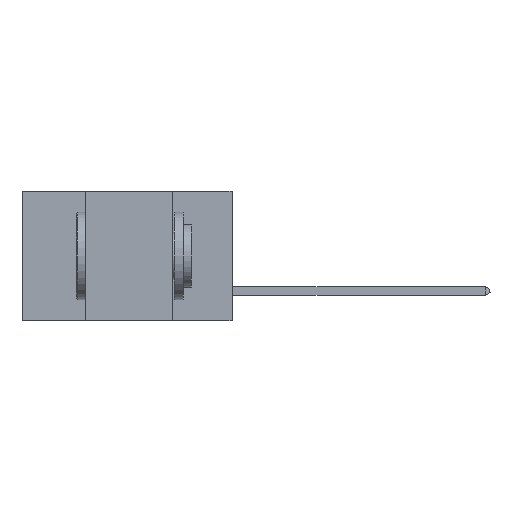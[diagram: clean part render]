
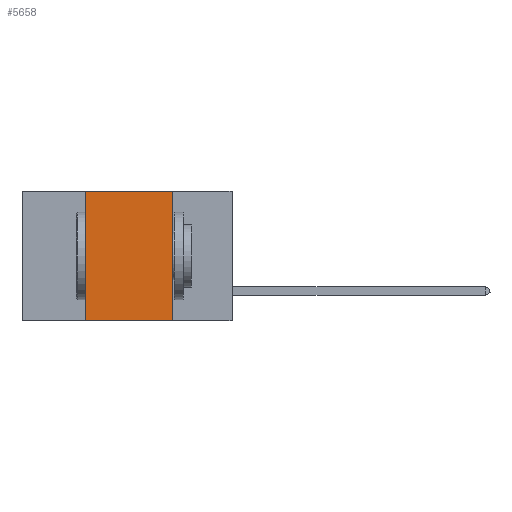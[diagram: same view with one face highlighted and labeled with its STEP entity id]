
A CAD part, left-side view. The second image highlights one B-rep face of the part: STEP entity #5658.
In plain terms, the highlighted planar face has unit normal (-1, 0, 0).
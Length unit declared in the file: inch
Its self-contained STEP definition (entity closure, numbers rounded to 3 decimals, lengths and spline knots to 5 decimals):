
#168 = VERTEX_POINT ( 'NONE', #3994 ) ;
#390 = PLANE ( 'NONE',  #2694 ) ;
#473 = DIRECTION ( 'NONE',  ( 0., 0., -1. ) ) ;
#549 = EDGE_CURVE ( 'NONE', #168, #10088, #3852, .T. ) ;
#721 = CARTESIAN_POINT ( 'NONE',  ( 0., 0.17, 0. ) ) ;
#1053 = ORIENTED_EDGE ( 'NONE', *, *, #8618, .F. ) ;
#1973 = DIRECTION ( 'NONE',  ( 1., 0., 0. ) ) ;
#2167 = CARTESIAN_POINT ( 'NONE',  ( 0., 0.6, 0. ) ) ;
#2694 = AXIS2_PLACEMENT_3D ( 'NONE', #5908, #1973, #2779 ) ;
#2779 = DIRECTION ( 'NONE',  ( 0., 0., -1. ) ) ;
#3028 = VECTOR ( 'NONE', #9156, 39.37008 ) ;
#3418 = VECTOR ( 'NONE', #6880, 39.37008 ) ;
#3852 = LINE ( 'NONE', #2167, #9833 ) ;
#3994 = CARTESIAN_POINT ( 'NONE',  ( 0., 0.42, 0. ) ) ;
#4155 = EDGE_LOOP ( 'NONE', ( #4601, #8576, #1053, #6084 ) ) ;
#4601 = ORIENTED_EDGE ( 'NONE', *, *, #6043, .F. ) ;
#4603 = VERTEX_POINT ( 'NONE', #5765 ) ;
#4821 = VECTOR ( 'NONE', #473, 39.37008 ) ;
#5658 = ADVANCED_FACE ( 'NONE', ( #7168 ), #390, .F. ) ;
#5765 = CARTESIAN_POINT ( 'NONE',  ( 0., 0.17, -0.37 ) ) ;
#5865 = LINE ( 'NONE', #9862, #3028 ) ;
#5908 = CARTESIAN_POINT ( 'NONE',  ( 0., 0.6, 0. ) ) ;
#6043 = EDGE_CURVE ( 'NONE', #10088, #4603, #8604, .T. ) ;
#6084 = ORIENTED_EDGE ( 'NONE', *, *, #7288, .T. ) ;
#6175 = VERTEX_POINT ( 'NONE', #8504 ) ;
#6880 = DIRECTION ( 'NONE',  ( 0., -1., 0. ) ) ;
#7168 = FACE_OUTER_BOUND ( 'NONE', #4155, .T. ) ;
#7288 = EDGE_CURVE ( 'NONE', #6175, #4603, #9059, .T. ) ;
#7598 = CARTESIAN_POINT ( 'NONE',  ( 0., 0.17, 0. ) ) ;
#8504 = CARTESIAN_POINT ( 'NONE',  ( 0., 0.42, -0.37 ) ) ;
#8576 = ORIENTED_EDGE ( 'NONE', *, *, #549, .F. ) ;
#8604 = LINE ( 'NONE', #7598, #4821 ) ;
#8618 = EDGE_CURVE ( 'NONE', #6175, #168, #5865, .T. ) ;
#9059 = LINE ( 'NONE', #9235, #3418 ) ;
#9156 = DIRECTION ( 'NONE',  ( 0., 0., 1. ) ) ;
#9215 = DIRECTION ( 'NONE',  ( 0., -1., 0. ) ) ;
#9235 = CARTESIAN_POINT ( 'NONE',  ( 0., 0.6, -0.37 ) ) ;
#9833 = VECTOR ( 'NONE', #9215, 39.37008 ) ;
#9862 = CARTESIAN_POINT ( 'NONE',  ( 0., 0.42, 0. ) ) ;
#10088 = VERTEX_POINT ( 'NONE', #721 ) ;
